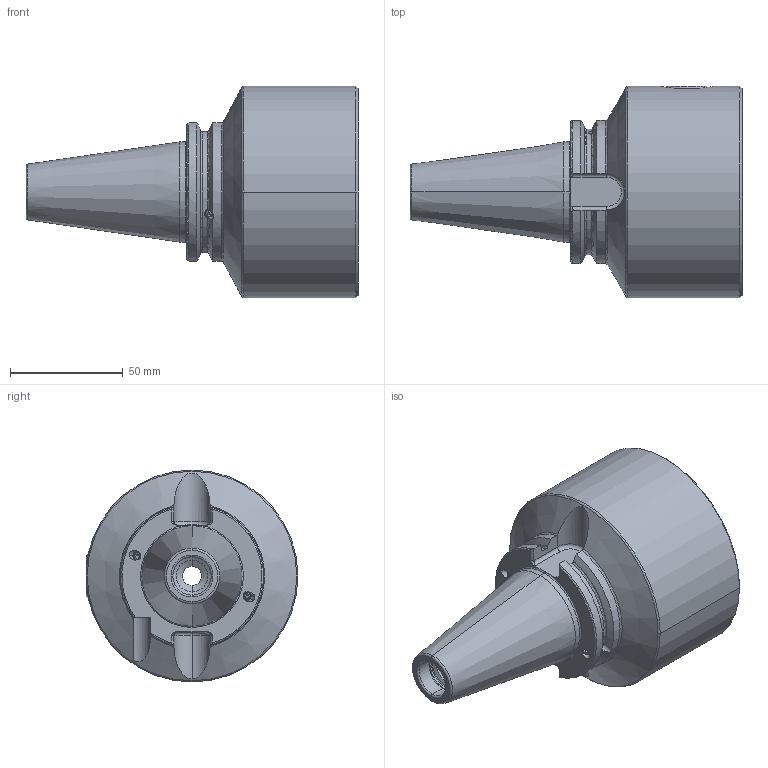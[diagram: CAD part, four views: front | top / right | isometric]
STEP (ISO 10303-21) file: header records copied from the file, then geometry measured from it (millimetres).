
FILE_DESCRIPTION (( 'STEP AP203' ), '1' );
FILE_NAME ('102.425.941.STEP', '2018-03-09T14:33:19', ( 'SWIAdmin' ), ( 'Hewlett-Packard Company' ), 'SwSTEP 2.0', 'SolidWorks 2017', '' );
FILE_SCHEMA (( 'CONFIG_CONTROL_DESIGN' ));
Length unit declared in the file: millimetre
Products named in the file (5): SB4-MB9.K01.079_D_mit Bundk”lung; KVT_MB_600_040; MB9-ER1.001.032_A; 102.425.941; ISO 4026 - M4 x 5_PreviewCfg
Assembly tree (6 placements, depth 2):
  102.425.941
    SB4-MB9.K01.079_D_mit Bundk”lung
    MB9-ER1.001.032_A
    ISO 4026 - M4 x 5_PreviewCfg  x2
    KVT_MB_600_040  x2
Bounding box: 147.35 x 94 x 94 mm (x, y, z)
Volume: 387994.1 mm3; surface area: 56631.1 mm2
Topology: 8 solids, 8 shells, 301 faces, 734 edges, 438 vertices
Faces by surface type: cone 100, cylinder 93, plane 71, torus 33, sphere 4
Entity records: 8818 total; most frequent: CARTESIAN_POINT 2317, DIRECTION 1273, ORIENTED_EDGE 1252, EDGE_CURVE 626, AXIS2_PLACEMENT_3D 511, VERTEX_POINT 379, EDGE_LOOP 267, ADVANCED_FACE 254
